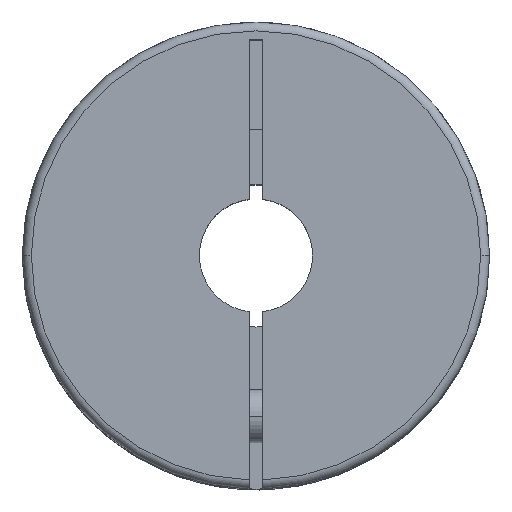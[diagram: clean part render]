
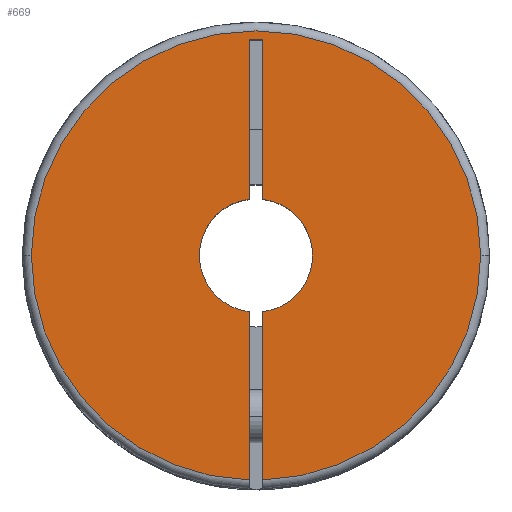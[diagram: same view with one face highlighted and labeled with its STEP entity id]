
A CAD part, top view. The second image highlights one B-rep face of the part: STEP entity #669.
In plain terms, the highlighted planar face has unit normal (0, 0, 1).
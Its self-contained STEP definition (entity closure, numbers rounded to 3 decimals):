
#76 = DIRECTION ( 'NONE',  ( 0., -1., 0. ) ) ;
#90 = ORIENTED_EDGE ( 'NONE', *, *, #4223, .F. ) ;
#100 = CARTESIAN_POINT ( 'NONE',  ( 12.6, 0., 0. ) ) ;
#141 = AXIS2_PLACEMENT_3D ( 'NONE', #1326, #2649, #4031 ) ;
#151 = ORIENTED_EDGE ( 'NONE', *, *, #4067, .T. ) ;
#202 = EDGE_CURVE ( 'NONE', #3339, #1910, #1319, .T. ) ;
#219 = ORIENTED_EDGE ( 'NONE', *, *, #3289, .F. ) ;
#327 = DIRECTION ( 'NONE',  ( -1., 0., 0. ) ) ;
#348 = VERTEX_POINT ( 'NONE', #3380 ) ;
#354 = VERTEX_POINT ( 'NONE', #100 ) ;
#359 = EDGE_CURVE ( 'NONE', #4096, #348, #2960, .T. ) ;
#387 = VECTOR ( 'NONE', #2322, 1000. ) ;
#397 = CIRCLE ( 'NONE', #2750, 12.6 ) ;
#403 = PLANE ( 'NONE',  #3345 ) ;
#512 = DIRECTION ( 'NONE',  ( -1., 0., 0. ) ) ;
#526 = VERTEX_POINT ( 'NONE', #3920 ) ;
#552 = ORIENTED_EDGE ( 'NONE', *, *, #3534, .F. ) ;
#554 = ORIENTED_EDGE ( 'NONE', *, *, #2709, .T. ) ;
#616 = CARTESIAN_POINT ( 'NONE',  ( 0., 0., 0. ) ) ;
#623 = DIRECTION ( 'NONE',  ( 0., 0., -1. ) ) ;
#652 = CARTESIAN_POINT ( 'NONE',  ( 0.375, -13.1, 0. ) ) ;
#669 = ADVANCED_FACE ( 'NONE', ( #2390 ), #403, .F. ) ;
#708 = CARTESIAN_POINT ( 'NONE',  ( 0.375, 12.1, 0. ) ) ;
#740 = CARTESIAN_POINT ( 'NONE',  ( -0.375, 12.1, 0. ) ) ;
#758 = VECTOR ( 'NONE', #1797, 1000. ) ;
#828 = ORIENTED_EDGE ( 'NONE', *, *, #1804, .F. ) ;
#1148 = CIRCLE ( 'NONE', #1685, 3.175 ) ;
#1192 = CARTESIAN_POINT ( 'NONE',  ( -12.6, 0., 0. ) ) ;
#1319 = LINE ( 'NONE', #708, #3393 ) ;
#1326 = CARTESIAN_POINT ( 'NONE',  ( 0., 0., 0. ) ) ;
#1487 = DIRECTION ( 'NONE',  ( 0., 0., -1. ) ) ;
#1608 = DIRECTION ( 'NONE',  ( -1., 0., 0. ) ) ;
#1630 = DIRECTION ( 'NONE',  ( 0., 0., -1. ) ) ;
#1673 = DIRECTION ( 'NONE',  ( -1., 0., 0. ) ) ;
#1685 = AXIS2_PLACEMENT_3D ( 'NONE', #3162, #1630, #1608 ) ;
#1701 = CARTESIAN_POINT ( 'NONE',  ( 0.375, 3.153, 0. ) ) ;
#1757 = CARTESIAN_POINT ( 'NONE',  ( -0.375, -3.153, 0. ) ) ;
#1786 = ORIENTED_EDGE ( 'NONE', *, *, #3689, .F. ) ;
#1797 = DIRECTION ( 'NONE',  ( 0., 1., 0. ) ) ;
#1804 = EDGE_CURVE ( 'NONE', #526, #3680, #397, .T. ) ;
#1855 = ORIENTED_EDGE ( 'NONE', *, *, #2469, .F. ) ;
#1876 = DIRECTION ( 'NONE',  ( -1., 0., 0. ) ) ;
#1910 = VERTEX_POINT ( 'NONE', #3473 ) ;
#2118 = EDGE_CURVE ( 'NONE', #2604, #3569, #2627, .T. ) ;
#2179 = CARTESIAN_POINT ( 'NONE',  ( -3.175, 0., 0. ) ) ;
#2185 = LINE ( 'NONE', #2418, #2560 ) ;
#2236 = CIRCLE ( 'NONE', #3553, 12.6 ) ;
#2262 = CARTESIAN_POINT ( 'NONE',  ( 0., 0., 0. ) ) ;
#2317 = DIRECTION ( 'NONE',  ( 0., 1., 0. ) ) ;
#2322 = DIRECTION ( 'NONE',  ( 0., -1., 0. ) ) ;
#2387 = LINE ( 'NONE', #740, #387 ) ;
#2390 = FACE_OUTER_BOUND ( 'NONE', #2538, .T. ) ;
#2418 = CARTESIAN_POINT ( 'NONE',  ( -0.375, 12.1, 0. ) ) ;
#2469 = EDGE_CURVE ( 'NONE', #354, #2604, #2236, .T. ) ;
#2538 = EDGE_LOOP ( 'NONE', ( #828, #90, #554, #3479, #1786, #4004, #219, #151, #3508, #1855, #552 ) ) ;
#2560 = VECTOR ( 'NONE', #3459, 1000. ) ;
#2604 = VERTEX_POINT ( 'NONE', #3960 ) ;
#2627 = LINE ( 'NONE', #652, #2714 ) ;
#2649 = DIRECTION ( 'NONE',  ( 0., 0., -1. ) ) ;
#2688 = CARTESIAN_POINT ( 'NONE',  ( 0.375, -3.153, 0. ) ) ;
#2709 = EDGE_CURVE ( 'NONE', #2752, #4096, #3984, .T. ) ;
#2714 = VECTOR ( 'NONE', #2317, 1000. ) ;
#2750 = AXIS2_PLACEMENT_3D ( 'NONE', #616, #3790, #512 ) ;
#2752 = VERTEX_POINT ( 'NONE', #1757 ) ;
#2892 = CARTESIAN_POINT ( 'NONE',  ( 0., 0., 0. ) ) ;
#2960 = CIRCLE ( 'NONE', #3171, 3.175 ) ;
#3065 = DIRECTION ( 'NONE',  ( 0., 0., -1. ) ) ;
#3088 = CARTESIAN_POINT ( 'NONE',  ( 0., 0., 0. ) ) ;
#3138 = DIRECTION ( 'NONE',  ( -1., 0., 0. ) ) ;
#3162 = CARTESIAN_POINT ( 'NONE',  ( 0., 0., 0. ) ) ;
#3171 = AXIS2_PLACEMENT_3D ( 'NONE', #4156, #3809, #1876 ) ;
#3209 = AXIS2_PLACEMENT_3D ( 'NONE', #2262, #623, #1673 ) ;
#3289 = EDGE_CURVE ( 'NONE', #3530, #3339, #3488, .T. ) ;
#3339 = VERTEX_POINT ( 'NONE', #3531 ) ;
#3345 = AXIS2_PLACEMENT_3D ( 'NONE', #3088, #3065, #76 ) ;
#3379 = CIRCLE ( 'NONE', #141, 12.6 ) ;
#3380 = CARTESIAN_POINT ( 'NONE',  ( -0.375, 3.153, 0. ) ) ;
#3393 = VECTOR ( 'NONE', #327, 1000. ) ;
#3459 = DIRECTION ( 'NONE',  ( 0., -1., 0. ) ) ;
#3464 = CARTESIAN_POINT ( 'NONE',  ( 0.375, -13.1, 0. ) ) ;
#3473 = CARTESIAN_POINT ( 'NONE',  ( -0.375, 12.1, 0. ) ) ;
#3479 = ORIENTED_EDGE ( 'NONE', *, *, #359, .T. ) ;
#3488 = LINE ( 'NONE', #3464, #758 ) ;
#3508 = ORIENTED_EDGE ( 'NONE', *, *, #2118, .F. ) ;
#3530 = VERTEX_POINT ( 'NONE', #1701 ) ;
#3531 = CARTESIAN_POINT ( 'NONE',  ( 0.375, 12.1, 0. ) ) ;
#3534 = EDGE_CURVE ( 'NONE', #3680, #354, #3379, .T. ) ;
#3553 = AXIS2_PLACEMENT_3D ( 'NONE', #2892, #1487, #3138 ) ;
#3569 = VERTEX_POINT ( 'NONE', #2688 ) ;
#3680 = VERTEX_POINT ( 'NONE', #1192 ) ;
#3689 = EDGE_CURVE ( 'NONE', #1910, #348, #2185, .T. ) ;
#3790 = DIRECTION ( 'NONE',  ( 0., 0., -1. ) ) ;
#3809 = DIRECTION ( 'NONE',  ( 0., 0., -1. ) ) ;
#3920 = CARTESIAN_POINT ( 'NONE',  ( -0.375, -12.594, 0. ) ) ;
#3960 = CARTESIAN_POINT ( 'NONE',  ( 0.375, -12.594, 0. ) ) ;
#3984 = CIRCLE ( 'NONE', #3209, 3.175 ) ;
#4004 = ORIENTED_EDGE ( 'NONE', *, *, #202, .F. ) ;
#4031 = DIRECTION ( 'NONE',  ( -1., 0., 0. ) ) ;
#4067 = EDGE_CURVE ( 'NONE', #3530, #3569, #1148, .T. ) ;
#4096 = VERTEX_POINT ( 'NONE', #2179 ) ;
#4156 = CARTESIAN_POINT ( 'NONE',  ( 0., 0., 0. ) ) ;
#4223 = EDGE_CURVE ( 'NONE', #2752, #526, #2387, .T. ) ;
